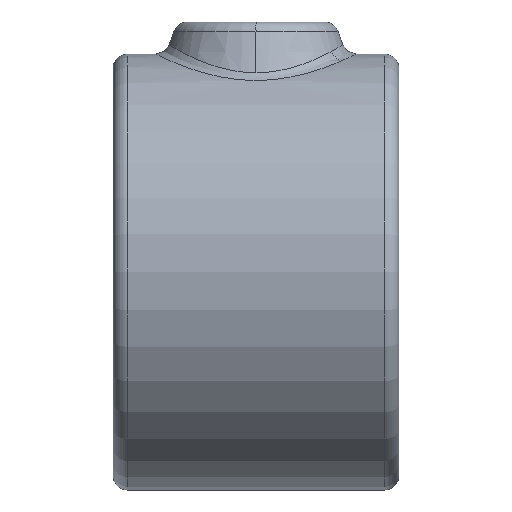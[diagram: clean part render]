
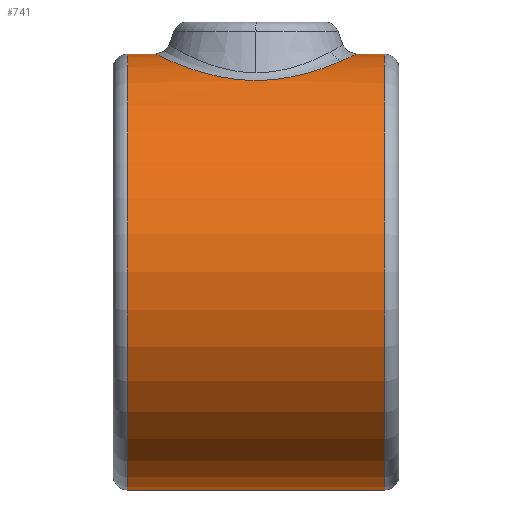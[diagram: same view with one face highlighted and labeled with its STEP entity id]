
A CAD part, left-side view. The second image highlights one B-rep face of the part: STEP entity #741.
In plain terms, the highlighted cylindrical face has radius 30.5 mm (diameter 61 mm), a partial arc.
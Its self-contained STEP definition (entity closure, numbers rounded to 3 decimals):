
#6 = CARTESIAN_POINT ( 'NONE',  ( -3.886, 13.536, 30.261 ) ) ;
#12 = CARTESIAN_POINT ( 'NONE',  ( -14.026, -3.579, 27.084 ) ) ;
#13 = CARTESIAN_POINT ( 'NONE',  ( -10.36, -9.798, 28.692 ) ) ;
#18 = DIRECTION ( 'NONE',  ( 0., -1., 0. ) ) ;
#89 = CARTESIAN_POINT ( 'NONE',  ( 0., 14.038, 30.5 ) ) ;
#101 = CARTESIAN_POINT ( 'NONE',  ( -7.451, 12.033, 29.584 ) ) ;
#118 = LINE ( 'NONE', #603, #690 ) ;
#124 = CIRCLE ( 'NONE', #911, 30.5 ) ;
#133 = CARTESIAN_POINT ( 'NONE',  ( -0.638, -14.038, 30.5 ) ) ;
#137 = DIRECTION ( 'NONE',  ( 0., -1., 0. ) ) ;
#176 = CARTESIAN_POINT ( 'NONE',  ( -6.193, -12.729, 29.886 ) ) ;
#183 = CARTESIAN_POINT ( 'NONE',  ( -12.359, 7.301, 27.885 ) ) ;
#188 = CARTESIAN_POINT ( 'NONE',  ( -5.349, 13.035, 30.03 ) ) ;
#190 = CARTESIAN_POINT ( 'NONE',  ( -10.989, 9.135, 28.457 ) ) ;
#196 = CARTESIAN_POINT ( 'NONE',  ( -6.062, 12.734, 29.894 ) ) ;
#209 = B_SPLINE_CURVE_WITH_KNOTS ( 'NONE', 3,
 ( #483, #686, #1073, #676, #13, #508, #897, #920, #1114, #648, #457, #1117, #12, #766, #360, #863, #1127, #475, #678, #375, #956, #1032, #753, #468, #378, #183, #1135, #1050, #190, #757, #486, #556, #101, #669, #196, #188, #850, #6, #1044, #1226, #660, #283, #673, #89 ),
 .UNSPECIFIED., .F., .F.,
 ( 4, 2, 2, 2, 2, 2, 2, 2, 2, 2, 2, 2, 2, 2, 2, 2, 2, 2, 2, 2, 2, 4 ),
 ( 0.088, 0.09, 0.092, 0.095, 0.097, 0.098, 0.099, 0.102, 0.104, 0.105, 0.107, 0.109, 0.11, 0.111, 0.114, 0.116, 0.118, 0.12, 0.121, 0.123, 0.124, 0.126 ),
 .UNSPECIFIED. ) ;
#238 = EDGE_CURVE ( 'NONE', #1228, #403, #976, .T. ) ;
#245 = ORIENTED_EDGE ( 'NONE', *, *, #974, .F. ) ;
#283 = CARTESIAN_POINT ( 'NONE',  ( -0.784, 14.023, 30.492 ) ) ;
#293 = CARTESIAN_POINT ( 'NONE',  ( 0., 20., 30.5 ) ) ;
#310 = VERTEX_POINT ( 'NONE', #864 ) ;
#312 = CARTESIAN_POINT ( 'NONE',  ( -5.029, -13.209, 30.108 ) ) ;
#360 = CARTESIAN_POINT ( 'NONE',  ( -14.43, -1.669, 26.871 ) ) ;
#373 = CARTESIAN_POINT ( 'NONE',  ( 0., 20., 0. ) ) ;
#375 = CARTESIAN_POINT ( 'NONE',  ( -14.167, 3.031, 27.011 ) ) ;
#378 = CARTESIAN_POINT ( 'NONE',  ( -12.755, 6.641, 27.706 ) ) ;
#391 = EDGE_CURVE ( 'NONE', #842, #912, #816, .T. ) ;
#394 = CARTESIAN_POINT ( 'NONE',  ( 0., 20., 30.5 ) ) ;
#397 = LINE ( 'NONE', #394, #1166 ) ;
#400 = EDGE_CURVE ( 'NONE', #567, #310, #124, .T. ) ;
#403 = VERTEX_POINT ( 'NONE', #925 ) ;
#419 = ORIENTED_EDGE ( 'NONE', *, *, #238, .T. ) ;
#434 = DIRECTION ( 'NONE',  ( 0., 1., 0. ) ) ;
#457 = CARTESIAN_POINT ( 'NONE',  ( -13.663, -4.693, 27.269 ) ) ;
#458 = FACE_OUTER_BOUND ( 'NONE', #796, .T. ) ;
#468 = CARTESIAN_POINT ( 'NONE',  ( -12.941, 6.299, 27.619 ) ) ;
#475 = CARTESIAN_POINT ( 'NONE',  ( -14.384, 1.872, 26.895 ) ) ;
#483 = CARTESIAN_POINT ( 'NONE',  ( -7.293, -12.101, 29.615 ) ) ;
#486 = CARTESIAN_POINT ( 'NONE',  ( -9.329, 10.725, 29.045 ) ) ;
#508 = CARTESIAN_POINT ( 'NONE',  ( -11.393, -8.661, 28.297 ) ) ;
#512 = CARTESIAN_POINT ( 'NONE',  ( 0., -14.038, 30.5 ) ) ;
#518 = CARTESIAN_POINT ( 'NONE',  ( 0., -18., -30.5 ) ) ;
#556 = CARTESIAN_POINT ( 'NONE',  ( -8.101, 11.628, 29.411 ) ) ;
#567 = VERTEX_POINT ( 'NONE', #518 ) ;
#571 = EDGE_CURVE ( 'NONE', #912, #567, #118, .T. ) ;
#582 = AXIS2_PLACEMENT_3D ( 'NONE', #1134, #829, #918 ) ;
#603 = CARTESIAN_POINT ( 'NONE',  ( 0., 20., -30.5 ) ) ;
#648 = CARTESIAN_POINT ( 'NONE',  ( -13.52, -5.057, 27.34 ) ) ;
#660 = CARTESIAN_POINT ( 'NONE',  ( -1.571, 13.959, 30.462 ) ) ;
#669 = CARTESIAN_POINT ( 'NONE',  ( -6.415, 12.569, 29.82 ) ) ;
#673 = CARTESIAN_POINT ( 'NONE',  ( -0.392, 14.038, 30.5 ) ) ;
#676 = CARTESIAN_POINT ( 'NONE',  ( -9.798, -10.325, 28.89 ) ) ;
#678 = CARTESIAN_POINT ( 'NONE',  ( -14.323, 2.259, 26.928 ) ) ;
#686 = CARTESIAN_POINT ( 'NONE',  ( -7.969, -11.715, 29.449 ) ) ;
#690 = VECTOR ( 'NONE', #137, 1000. ) ;
#697 = CARTESIAN_POINT ( 'NONE',  ( 0., -14.038, 30.5 ) ) ;
#737 = ORIENTED_EDGE ( 'NONE', *, *, #571, .T. ) ;
#741 = ADVANCED_FACE ( 'NONE', ( #458 ), #879, .T. ) ;
#753 = CARTESIAN_POINT ( 'NONE',  ( -13.454, 5.258, 27.375 ) ) ;
#755 = CARTESIAN_POINT ( 'NONE',  ( 0., 18., 30.5 ) ) ;
#757 = CARTESIAN_POINT ( 'NONE',  ( -9.907, 10.228, 28.852 ) ) ;
#766 = CARTESIAN_POINT ( 'NONE',  ( -14.307, -2.443, 26.937 ) ) ;
#770 = CARTESIAN_POINT ( 'NONE',  ( 0., 18., -30.5 ) ) ;
#783 = ORIENTED_EDGE ( 'NONE', *, *, #823, .T. ) ;
#796 = EDGE_LOOP ( 'NONE', ( #245, #1016, #737, #861, #908, #419, #783 ) ) ;
#799 = CARTESIAN_POINT ( 'NONE',  ( -2.543, -13.83, 30.4 ) ) ;
#816 = CIRCLE ( 'NONE', #582, 30.5 ) ;
#823 = EDGE_CURVE ( 'NONE', #403, #1158, #209, .T. ) ;
#829 = DIRECTION ( 'NONE',  ( 0., -1., 0. ) ) ;
#842 = VERTEX_POINT ( 'NONE', #755 ) ;
#850 = CARTESIAN_POINT ( 'NONE',  ( -4.987, 13.171, 30.092 ) ) ;
#861 = ORIENTED_EDGE ( 'NONE', *, *, #400, .T. ) ;
#863 = CARTESIAN_POINT ( 'NONE',  ( -14.535, -0.084, 26.814 ) ) ;
#864 = CARTESIAN_POINT ( 'NONE',  ( 0., -18., 30.5 ) ) ;
#879 = CYLINDRICAL_SURFACE ( 'NONE', #1009, 30.5 ) ;
#897 = CARTESIAN_POINT ( 'NONE',  ( -11.861, -8.056, 28.103 ) ) ;
#898 = CARTESIAN_POINT ( 'NONE',  ( -1.274, -13.997, 30.48 ) ) ;
#908 = ORIENTED_EDGE ( 'NONE', *, *, #1181, .F. ) ;
#911 = AXIS2_PLACEMENT_3D ( 'NONE', #1102, #434, #1197 ) ;
#912 = VERTEX_POINT ( 'NONE', #770 ) ;
#918 = DIRECTION ( 'NONE',  ( 0., 0., 1. ) ) ;
#920 = CARTESIAN_POINT ( 'NONE',  ( -12.69, -6.784, 27.738 ) ) ;
#925 = CARTESIAN_POINT ( 'NONE',  ( -7.293, -12.101, 29.615 ) ) ;
#956 = CARTESIAN_POINT ( 'NONE',  ( -14.071, 3.414, 27.061 ) ) ;
#958 = DIRECTION ( 'NONE',  ( 0., -1., 0. ) ) ;
#974 = EDGE_CURVE ( 'NONE', #842, #1158, #1092, .T. ) ;
#976 = B_SPLINE_CURVE_WITH_KNOTS ( 'NONE', 3,
 ( #512, #133, #898, #799, #989, #312, #176, #1213 ),
 .UNSPECIFIED., .F., .F.,
 ( 4, 2, 2, 4 ),
 ( 0.08, 0.082, 0.084, 0.088 ),
 .UNSPECIFIED. ) ;
#989 = CARTESIAN_POINT ( 'NONE',  ( -3.18, -13.704, 30.34 ) ) ;
#1009 = AXIS2_PLACEMENT_3D ( 'NONE', #373, #958, #1165 ) ;
#1016 = ORIENTED_EDGE ( 'NONE', *, *, #391, .T. ) ;
#1029 = CARTESIAN_POINT ( 'NONE',  ( 0., 14.038, 30.5 ) ) ;
#1032 = CARTESIAN_POINT ( 'NONE',  ( -13.738, 4.538, 27.232 ) ) ;
#1044 = CARTESIAN_POINT ( 'NONE',  ( -3.131, 13.722, 30.349 ) ) ;
#1050 = CARTESIAN_POINT ( 'NONE',  ( -11.482, 8.552, 28.26 ) ) ;
#1073 = CARTESIAN_POINT ( 'NONE',  ( -8.604, -11.283, 29.268 ) ) ;
#1092 = LINE ( 'NONE', #293, #1194 ) ;
#1102 = CARTESIAN_POINT ( 'NONE',  ( 0., -18., 0. ) ) ;
#1114 = CARTESIAN_POINT ( 'NONE',  ( -13.055, -6.116, 27.567 ) ) ;
#1117 = CARTESIAN_POINT ( 'NONE',  ( -13.916, -3.953, 27.141 ) ) ;
#1127 = CARTESIAN_POINT ( 'NONE',  ( -14.516, 0.704, 26.824 ) ) ;
#1134 = CARTESIAN_POINT ( 'NONE',  ( 0., 18., 0. ) ) ;
#1135 = CARTESIAN_POINT ( 'NONE',  ( -12.149, 7.621, 27.977 ) ) ;
#1155 = DIRECTION ( 'NONE',  ( 0., -1., 0. ) ) ;
#1158 = VERTEX_POINT ( 'NONE', #1029 ) ;
#1165 = DIRECTION ( 'NONE',  ( 0., 0., -1. ) ) ;
#1166 = VECTOR ( 'NONE', #1155, 1000. ) ;
#1181 = EDGE_CURVE ( 'NONE', #1228, #310, #397, .T. ) ;
#1194 = VECTOR ( 'NONE', #18, 1000. ) ;
#1197 = DIRECTION ( 'NONE',  ( 0., 0., 1. ) ) ;
#1213 = CARTESIAN_POINT ( 'NONE',  ( -7.293, -12.101, 29.615 ) ) ;
#1226 = CARTESIAN_POINT ( 'NONE',  ( -1.967, 13.911, 30.439 ) ) ;
#1228 = VERTEX_POINT ( 'NONE', #697 ) ;
